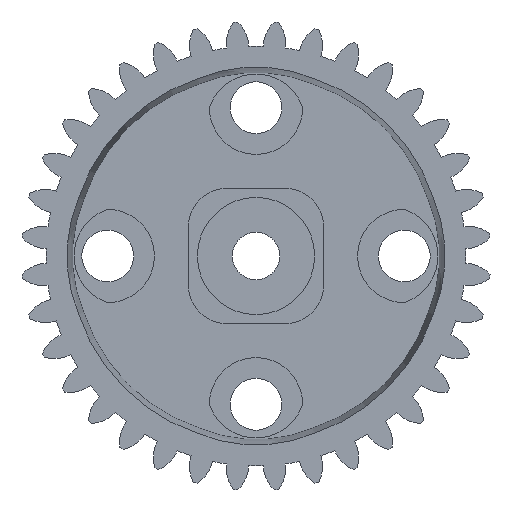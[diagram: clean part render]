
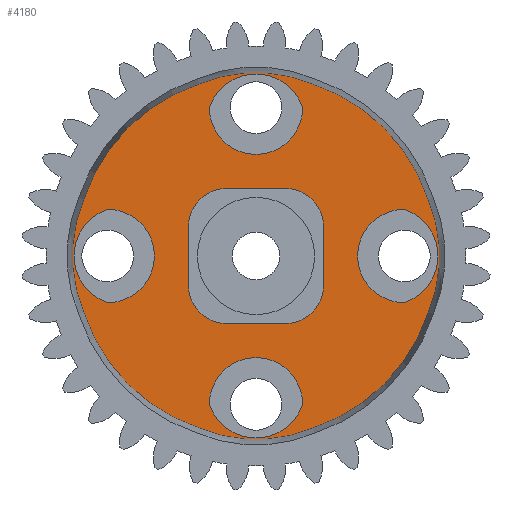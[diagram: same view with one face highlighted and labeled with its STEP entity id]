
A CAD part, front view. The second image highlights one B-rep face of the part: STEP entity #4180.
In plain terms, the highlighted planar face has unit normal (0, -1, 0).
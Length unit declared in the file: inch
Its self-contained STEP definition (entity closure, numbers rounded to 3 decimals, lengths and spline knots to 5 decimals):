
#35=FACE_BOUND('',#389,.T.);
#36=FACE_BOUND('',#390,.T.);
#37=FACE_BOUND('',#391,.T.);
#38=FACE_BOUND('',#392,.T.);
#39=FACE_BOUND('',#393,.T.);
#60=PLANE('',#4519);
#149=FACE_OUTER_BOUND('',#388,.T.);
#388=EDGE_LOOP('',(#2722,#2723,#2724,#2725,#2726,#2727,#2728,#2729));
#389=EDGE_LOOP('',(#2730,#2731));
#390=EDGE_LOOP('',(#2732,#2733));
#391=EDGE_LOOP('',(#2734,#2735));
#392=EDGE_LOOP('',(#2736,#2737,#2738,#2739,#2740,#2741,#2742,#2743));
#393=EDGE_LOOP('',(#2744,#2745));
#662=LINE('',#6877,#896);
#663=LINE('',#6881,#897);
#664=LINE('',#6885,#898);
#665=LINE('',#6889,#899);
#896=VECTOR('',#5298,0.2);
#897=VECTOR('',#5301,0.2);
#898=VECTOR('',#5304,0.2);
#899=VECTOR('',#5307,0.2);
#1133=CIRCLE('',#4497,0.16594);
#1135=CIRCLE('',#4500,0.15748);
#1136=CIRCLE('',#4502,0.49276);
#1138=CIRCLE('',#4505,0.49276);
#1148=CIRCLE('',#4520,0.49276);
#1149=CIRCLE('',#4521,0.61129);
#1150=CIRCLE('',#4522,0.61129);
#1151=CIRCLE('',#4523,0.61129);
#1152=CIRCLE('',#4524,0.49276);
#1153=CIRCLE('',#4525,0.61129);
#1154=CIRCLE('',#4526,0.16594);
#1155=CIRCLE('',#4527,0.16594);
#1156=CIRCLE('',#4528,0.15748);
#1157=CIRCLE('',#4529,0.15748);
#1158=CIRCLE('',#4530,0.12756);
#1159=CIRCLE('',#4531,0.12756);
#1160=CIRCLE('',#4532,0.12756);
#1161=CIRCLE('',#4533,0.12756);
#1162=CIRCLE('',#4534,0.16594);
#1163=CIRCLE('',#4535,0.15748);
#1566=VERTEX_POINT('',#6778);
#1567=VERTEX_POINT('',#6780);
#1570=VERTEX_POINT('',#6787);
#1571=VERTEX_POINT('',#6789);
#1572=VERTEX_POINT('',#6793);
#1573=VERTEX_POINT('',#6794);
#1576=VERTEX_POINT('',#6808);
#1577=VERTEX_POINT('',#6809);
#1596=VERTEX_POINT('',#6859);
#1597=VERTEX_POINT('',#6860);
#1598=VERTEX_POINT('',#6864);
#1599=VERTEX_POINT('',#6866);
#1600=VERTEX_POINT('',#6870);
#1601=VERTEX_POINT('',#6871);
#1602=VERTEX_POINT('',#6875);
#1603=VERTEX_POINT('',#6876);
#1604=VERTEX_POINT('',#6878);
#1605=VERTEX_POINT('',#6880);
#1606=VERTEX_POINT('',#6882);
#1607=VERTEX_POINT('',#6884);
#1608=VERTEX_POINT('',#6886);
#1609=VERTEX_POINT('',#6888);
#1610=VERTEX_POINT('',#6891);
#1611=VERTEX_POINT('',#6892);
#2018=EDGE_CURVE('',#1566,#1567,#1133,.T.);
#2022=EDGE_CURVE('',#1570,#1571,#1135,.T.);
#2024=EDGE_CURVE('',#1572,#1573,#1136,.T.);
#2028=EDGE_CURVE('',#1576,#1577,#1138,.T.);
#2048=EDGE_CURVE('',#1596,#1597,#1148,.T.);
#2049=EDGE_CURVE('',#1597,#1576,#1149,.T.);
#2050=EDGE_CURVE('',#1577,#1572,#1150,.T.);
#2051=EDGE_CURVE('',#1573,#1598,#1151,.T.);
#2052=EDGE_CURVE('',#1598,#1599,#1152,.T.);
#2053=EDGE_CURVE('',#1599,#1596,#1153,.T.);
#2054=EDGE_CURVE('',#1571,#1570,#1154,.T.);
#2055=EDGE_CURVE('',#1600,#1601,#1155,.T.);
#2056=EDGE_CURVE('',#1601,#1600,#1156,.T.);
#2057=EDGE_CURVE('',#1567,#1566,#1157,.T.);
#2058=EDGE_CURVE('',#1602,#1603,#662,.T.);
#2059=EDGE_CURVE('',#1604,#1603,#1158,.T.);
#2060=EDGE_CURVE('',#1604,#1605,#663,.T.);
#2061=EDGE_CURVE('',#1606,#1605,#1159,.T.);
#2062=EDGE_CURVE('',#1606,#1607,#664,.T.);
#2063=EDGE_CURVE('',#1608,#1607,#1160,.T.);
#2064=EDGE_CURVE('',#1608,#1609,#665,.T.);
#2065=EDGE_CURVE('',#1602,#1609,#1161,.T.);
#2066=EDGE_CURVE('',#1610,#1611,#1162,.T.);
#2067=EDGE_CURVE('',#1611,#1610,#1163,.T.);
#2722=ORIENTED_EDGE('',*,*,#2048,.T.);
#2723=ORIENTED_EDGE('',*,*,#2049,.T.);
#2724=ORIENTED_EDGE('',*,*,#2028,.T.);
#2725=ORIENTED_EDGE('',*,*,#2050,.T.);
#2726=ORIENTED_EDGE('',*,*,#2024,.T.);
#2727=ORIENTED_EDGE('',*,*,#2051,.T.);
#2728=ORIENTED_EDGE('',*,*,#2052,.T.);
#2729=ORIENTED_EDGE('',*,*,#2053,.T.);
#2730=ORIENTED_EDGE('',*,*,#2054,.F.);
#2731=ORIENTED_EDGE('',*,*,#2022,.F.);
#2732=ORIENTED_EDGE('',*,*,#2055,.F.);
#2733=ORIENTED_EDGE('',*,*,#2056,.F.);
#2734=ORIENTED_EDGE('',*,*,#2018,.F.);
#2735=ORIENTED_EDGE('',*,*,#2057,.F.);
#2736=ORIENTED_EDGE('',*,*,#2058,.T.);
#2737=ORIENTED_EDGE('',*,*,#2059,.F.);
#2738=ORIENTED_EDGE('',*,*,#2060,.T.);
#2739=ORIENTED_EDGE('',*,*,#2061,.F.);
#2740=ORIENTED_EDGE('',*,*,#2062,.T.);
#2741=ORIENTED_EDGE('',*,*,#2063,.F.);
#2742=ORIENTED_EDGE('',*,*,#2064,.T.);
#2743=ORIENTED_EDGE('',*,*,#2065,.F.);
#2744=ORIENTED_EDGE('',*,*,#2066,.F.);
#2745=ORIENTED_EDGE('',*,*,#2067,.F.);
#4180=ADVANCED_FACE('',(#149,#35,#36,#37,#38,#39),#60,.T.);
#4497=AXIS2_PLACEMENT_3D('',#6781,#5221,#5222);
#4500=AXIS2_PLACEMENT_3D('',#6790,#5229,#5230);
#4502=AXIS2_PLACEMENT_3D('',#6795,#5234,#5235);
#4505=AXIS2_PLACEMENT_3D('',#6810,#5240,#5241);
#4519=AXIS2_PLACEMENT_3D('',#6858,#5276,#5277);
#4520=AXIS2_PLACEMENT_3D('',#6861,#5278,#5279);
#4521=AXIS2_PLACEMENT_3D('',#6862,#5280,#5281);
#4522=AXIS2_PLACEMENT_3D('',#6863,#5282,#5283);
#4523=AXIS2_PLACEMENT_3D('',#6865,#5284,#5285);
#4524=AXIS2_PLACEMENT_3D('',#6867,#5286,#5287);
#4525=AXIS2_PLACEMENT_3D('',#6868,#5288,#5289);
#4526=AXIS2_PLACEMENT_3D('',#6869,#5290,#5291);
#4527=AXIS2_PLACEMENT_3D('',#6872,#5292,#5293);
#4528=AXIS2_PLACEMENT_3D('',#6873,#5294,#5295);
#4529=AXIS2_PLACEMENT_3D('',#6874,#5296,#5297);
#4530=AXIS2_PLACEMENT_3D('',#6879,#5299,#5300);
#4531=AXIS2_PLACEMENT_3D('',#6883,#5302,#5303);
#4532=AXIS2_PLACEMENT_3D('',#6887,#5305,#5306);
#4533=AXIS2_PLACEMENT_3D('',#6890,#5308,#5309);
#4534=AXIS2_PLACEMENT_3D('',#6893,#5310,#5311);
#4535=AXIS2_PLACEMENT_3D('',#6894,#5312,#5313);
#5221=DIRECTION('center_axis',(0.,-1.,0.));
#5222=DIRECTION('ref_axis',(0.,0.,1.));
#5229=DIRECTION('center_axis',(0.,-1.,0.));
#5230=DIRECTION('ref_axis',(0.,0.,1.));
#5234=DIRECTION('center_axis',(0.,-1.,0.));
#5235=DIRECTION('ref_axis',(1.,0.,0.));
#5240=DIRECTION('center_axis',(0.,-1.,0.));
#5241=DIRECTION('ref_axis',(0.,0.,-1.));
#5276=DIRECTION('center_axis',(0.,-1.,0.));
#5277=DIRECTION('ref_axis',(0.,0.,-1.));
#5278=DIRECTION('center_axis',(0.,-1.,0.));
#5279=DIRECTION('ref_axis',(0.,0.,-1.));
#5280=DIRECTION('center_axis',(0.,-1.,0.));
#5281=DIRECTION('ref_axis',(0.,0.,-1.));
#5282=DIRECTION('center_axis',(0.,-1.,0.));
#5283=DIRECTION('ref_axis',(0.,0.,-1.));
#5284=DIRECTION('center_axis',(0.,-1.,0.));
#5285=DIRECTION('ref_axis',(0.,0.,-1.));
#5286=DIRECTION('center_axis',(0.,-1.,0.));
#5287=DIRECTION('ref_axis',(0.,0.,-1.));
#5288=DIRECTION('center_axis',(0.,-1.,0.));
#5289=DIRECTION('ref_axis',(0.,0.,-1.));
#5290=DIRECTION('center_axis',(0.,-1.,0.));
#5291=DIRECTION('ref_axis',(0.,0.,1.));
#5292=DIRECTION('center_axis',(0.,-1.,0.));
#5293=DIRECTION('ref_axis',(0.,0.,1.));
#5294=DIRECTION('center_axis',(0.,-1.,0.));
#5295=DIRECTION('ref_axis',(0.,0.,1.));
#5296=DIRECTION('center_axis',(0.,-1.,0.));
#5297=DIRECTION('ref_axis',(0.,0.,1.));
#5298=DIRECTION('',(0.,0.,1.));
#5299=DIRECTION('center_axis',(0.,-1.,0.));
#5300=DIRECTION('ref_axis',(0.,0.,-1.));
#5301=DIRECTION('',(1.,0.,0.));
#5302=DIRECTION('center_axis',(0.,-1.,0.));
#5303=DIRECTION('ref_axis',(0.,0.,-1.));
#5304=DIRECTION('',(0.,0.,-1.));
#5305=DIRECTION('center_axis',(0.,-1.,0.));
#5306=DIRECTION('ref_axis',(0.,0.,-1.));
#5307=DIRECTION('',(-1.,0.,0.));
#5308=DIRECTION('center_axis',(0.,-1.,0.));
#5309=DIRECTION('ref_axis',(0.,0.,-1.));
#5310=DIRECTION('center_axis',(0.,-1.,0.));
#5311=DIRECTION('ref_axis',(0.,0.,1.));
#5312=DIRECTION('center_axis',(0.,-1.,0.));
#5313=DIRECTION('ref_axis',(0.,0.,1.));
#6778=CARTESIAN_POINT('',(0.15748,-0.04331,0.5));
#6780=CARTESIAN_POINT('',(-0.15748,-0.04331,0.5));
#6781=CARTESIAN_POINT('Origin',(0.,-0.04331,0.44768));
#6787=CARTESIAN_POINT('',(0.15748,-0.04331,-0.5));
#6789=CARTESIAN_POINT('',(-0.15748,-0.04331,-0.5));
#6790=CARTESIAN_POINT('Origin',(0.,-0.04331,
-0.5));
#6793=CARTESIAN_POINT('',(0.58084,-0.04331,-0.19053));
#6794=CARTESIAN_POINT('',(0.58084,-0.04331,0.19053));
#6795=CARTESIAN_POINT('Origin',(0.1264,-0.04331,0.));
#6808=CARTESIAN_POINT('',(-0.19053,-0.04331,-0.58084));
#6809=CARTESIAN_POINT('',(0.19053,-0.04331,-0.58084));
#6810=CARTESIAN_POINT('Origin',(0.,-0.04331,
-0.1264));
#6858=CARTESIAN_POINT('Origin',(0.,-0.04331,0.));
#6859=CARTESIAN_POINT('',(-0.58084,-0.04331,0.19053));
#6860=CARTESIAN_POINT('',(-0.58084,-0.04331,-0.19053));
#6861=CARTESIAN_POINT('Origin',(-0.1264,-0.04331,0.));
#6862=CARTESIAN_POINT('Origin',(0.,-0.04331,0.));
#6863=CARTESIAN_POINT('Origin',(0.,-0.04331,0.));
#6864=CARTESIAN_POINT('',(0.19053,-0.04331,0.58084));
#6865=CARTESIAN_POINT('Origin',(0.,-0.04331,0.));
#6866=CARTESIAN_POINT('',(-0.19053,-0.04331,0.58084));
#6867=CARTESIAN_POINT('Origin',(0.,-0.04331,0.1264));
#6868=CARTESIAN_POINT('Origin',(0.,-0.04331,0.));
#6869=CARTESIAN_POINT('Origin',(0.,-0.04331,
-0.44768));
#6870=CARTESIAN_POINT('',(-0.5,-0.04331,0.15748));
#6871=CARTESIAN_POINT('',(-0.5,-0.04331,-0.15748));
#6872=CARTESIAN_POINT('Origin',(-0.44768,-0.04331,
0.));
#6873=CARTESIAN_POINT('Origin',(-0.5,-0.04331,0.));
#6874=CARTESIAN_POINT('Origin',(0.,-0.04331,0.5));
#6875=CARTESIAN_POINT('',(-0.22756,-0.04331,-0.1));
#6876=CARTESIAN_POINT('',(-0.22756,-0.04331,0.1));
#6877=CARTESIAN_POINT('',(-0.22756,-0.04331,-0.1));
#6878=CARTESIAN_POINT('',(-0.1,-0.04331,0.22756));
#6879=CARTESIAN_POINT('Origin',(-0.1,-0.04331,0.1));
#6880=CARTESIAN_POINT('',(0.1,-0.04331,0.22756));
#6881=CARTESIAN_POINT('',(-0.1,-0.04331,0.22756));
#6882=CARTESIAN_POINT('',(0.22756,-0.04331,0.1));
#6883=CARTESIAN_POINT('Origin',(0.1,-0.04331,0.1));
#6884=CARTESIAN_POINT('',(0.22756,-0.04331,-0.1));
#6885=CARTESIAN_POINT('',(0.22756,-0.04331,0.1));
#6886=CARTESIAN_POINT('',(0.1,-0.04331,-0.22756));
#6887=CARTESIAN_POINT('Origin',(0.1,-0.04331,-0.1));
#6888=CARTESIAN_POINT('',(-0.1,-0.04331,-0.22756));
#6889=CARTESIAN_POINT('',(0.1,-0.04331,-0.22756));
#6890=CARTESIAN_POINT('Origin',(-0.1,-0.04331,-0.1));
#6891=CARTESIAN_POINT('',(0.5,-0.04331,-0.15748));
#6892=CARTESIAN_POINT('',(0.5,-0.04331,0.15748));
#6893=CARTESIAN_POINT('Origin',(0.44768,-0.04331,0.));
#6894=CARTESIAN_POINT('Origin',(0.5,-0.04331,0.));
